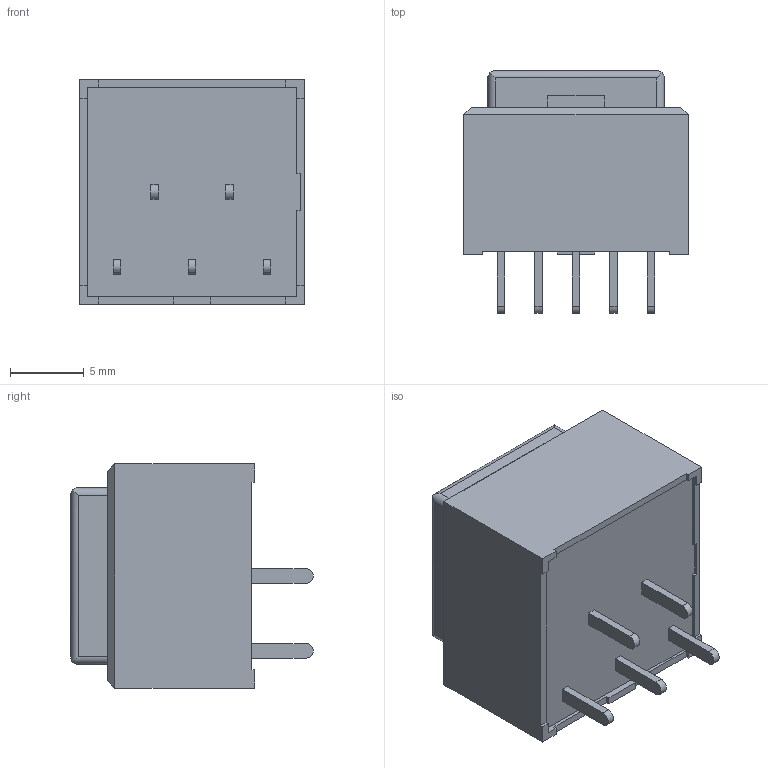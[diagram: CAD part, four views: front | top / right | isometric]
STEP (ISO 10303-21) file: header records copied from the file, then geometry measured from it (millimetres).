
FILE_DESCRIPTION( ( 'STEP AP214' ), '1' );
FILE_NAME( 'UB15SKG035F-FF.stp', '2021-04-08T16:22:23', ( 'License CC BY-ND 4.0' ), ( 'CADENAS' ), ' ', 'PARTsolutions', ' ' );
FILE_SCHEMA( ( 'AUTOMOTIVE_DESIGN { 1 0 10303 214 1 1 1 1 }' ) );
Length unit declared in the file: inch
Products named in the file (4): UB15SKG035F-FF; _UB1SK-body_; _UBG-straight_pc; _UBSK5FFF-lens
Assembly tree (7 placements, depth 2):
  UB15SKG035F-FF
    _UB1SK-body_
    _UBG-straight_pc  x5
    _UBSK5FFF-lens
Bounding box: 15.24 x 16.48 x 15.24 mm (x, y, z)
Volume: 1664.3 mm3; surface area: 1895 mm2
Topology: 7 solids, 7 shells, 109 faces, 272 edges, 180 vertices
Faces by surface type: plane 88, cylinder 21
Entity records: 3382 total; most frequent: CARTESIAN_POINT 465, ORIENTED_EDGE 448, DIRECTION 444, EDGE_CURVE 224, LINE 190, VECTOR 190, VERTEX_POINT 148, AXIS2_PLACEMENT_3D 127
